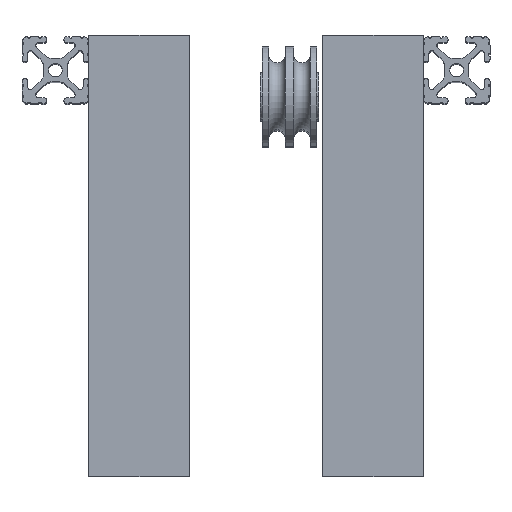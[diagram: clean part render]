
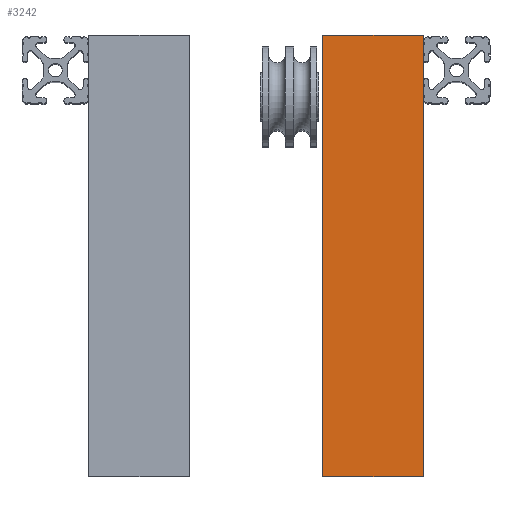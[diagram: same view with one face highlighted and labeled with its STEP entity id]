
A CAD part, top view. The second image highlights one B-rep face of the part: STEP entity #3242.
In plain terms, the highlighted planar face has unit normal (0, 0, 1).
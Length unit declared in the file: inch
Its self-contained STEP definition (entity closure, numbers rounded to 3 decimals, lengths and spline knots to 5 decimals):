
#289=FACE_OUTER_BOUND('',#476,.T.);
#476=EDGE_LOOP('',(#2847,#2848,#2849,#2850));
#732=LINE('',#5478,#1014);
#750=LINE('',#5535,#1032);
#751=LINE('',#5537,#1033);
#752=LINE('',#5538,#1034);
#1014=VECTOR('',#4472,0.3937);
#1032=VECTOR('',#4532,0.3937);
#1033=VECTOR('',#4535,0.3937);
#1034=VECTOR('',#4536,0.3937);
#1519=VERTEX_POINT('',#5475);
#1520=VERTEX_POINT('',#5477);
#1537=VERTEX_POINT('',#5531);
#1538=VERTEX_POINT('',#5533);
#1956=EDGE_CURVE('',#1519,#1520,#732,.T.);
#1984=EDGE_CURVE('',#1537,#1538,#750,.T.);
#1985=EDGE_CURVE('',#1519,#1537,#751,.T.);
#1986=EDGE_CURVE('',#1520,#1538,#752,.T.);
#2847=ORIENTED_EDGE('',*,*,#1985,.T.);
#2848=ORIENTED_EDGE('',*,*,#1984,.T.);
#2849=ORIENTED_EDGE('',*,*,#1986,.F.);
#2850=ORIENTED_EDGE('',*,*,#1956,.F.);
#3078=PLANE('',#3612);
#3242=ADVANCED_FACE('',(#289),#3078,.T.);
#3612=AXIS2_PLACEMENT_3D('',#5536,#4533,#4534);
#4472=DIRECTION('',(1.,0.,0.));
#4532=DIRECTION('',(1.,0.,0.));
#4533=DIRECTION('center_axis',(0.,0.,1.));
#4534=DIRECTION('ref_axis',(0.,-1.,0.));
#4535=DIRECTION('',(0.,-1.,0.));
#4536=DIRECTION('',(0.,-1.,0.));
#5475=CARTESIAN_POINT('',(1.,26.,22.));
#5477=CARTESIAN_POINT('',(2.5,26.,22.));
#5478=CARTESIAN_POINT('',(1.,26.,22.));
#5531=CARTESIAN_POINT('',(1.,19.39123,22.));
#5533=CARTESIAN_POINT('',(2.5,19.39123,22.));
#5535=CARTESIAN_POINT('',(1.,19.39123,22.));
#5536=CARTESIAN_POINT('Origin',(1.,26.,22.));
#5537=CARTESIAN_POINT('',(1.,26.,22.));
#5538=CARTESIAN_POINT('',(2.5,26.,22.));
